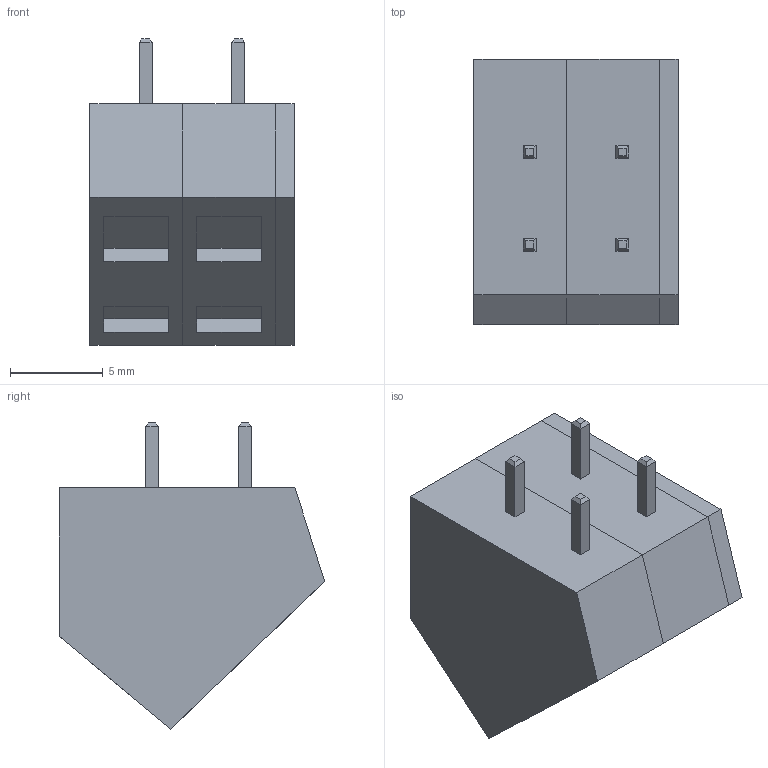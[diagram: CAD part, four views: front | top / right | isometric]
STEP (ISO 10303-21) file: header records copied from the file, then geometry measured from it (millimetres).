
FILE_DESCRIPTION (( 'STEP AP214' ), '1' );
FILE_NAME ('8191 FK2.STEP', '2021-12-30T10:25:41', ( '' ), ( '' ), 'SwSTEP 2.0', 'SolidWorks 2019', '' );
FILE_SCHEMA (( 'AUTOMOTIVE_DESIGN' ));
Length unit declared in the file: millimetre
Products named in the file (3): 8191; 8181; 8191 FK2
Assembly tree (3 placements, depth 2):
  8191 FK2
    8181
    8191  x2
Bounding box: 11 x 14.3 x 16.5 mm (x, y, z)
Volume: 1425.4 mm3; surface area: 1415.2 mm2
Topology: 3 solids, 3 shells, 87 faces, 197 edges, 126 vertices
Faces by surface type: plane 87
Entity records: 1625 total; most frequent: CARTESIAN_POINT 227, DIRECTION 212, ORIENTED_EDGE 212, LINE 106, VECTOR 106, EDGE_CURVE 106, VERTEX_POINT 68, AXIS2_PLACEMENT_3D 53
